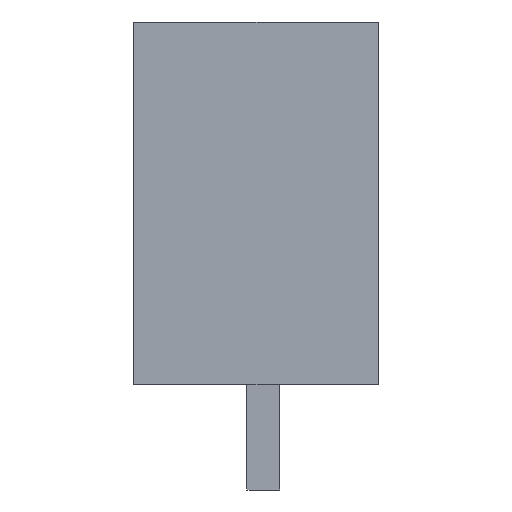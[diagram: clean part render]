
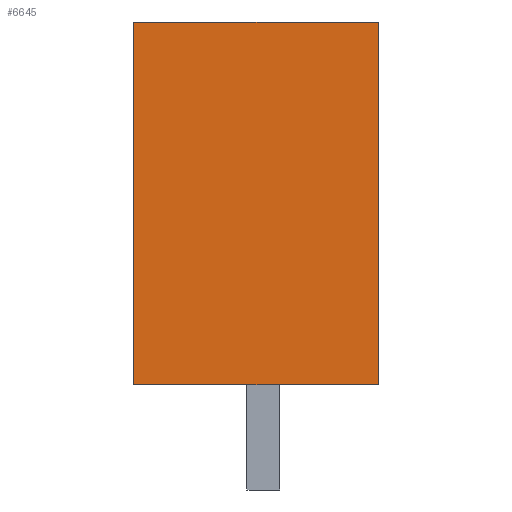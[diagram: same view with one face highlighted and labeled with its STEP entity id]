
A CAD part, left-side view. The second image highlights one B-rep face of the part: STEP entity #6645.
In plain terms, the highlighted planar face has unit normal (-1, 0, 0).
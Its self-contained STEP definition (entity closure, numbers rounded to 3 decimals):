
#6625=AXIS2_PLACEMENT_3D('Plane Axis2P3D',#6622,#6623,#6624) ;
#275=CARTESIAN_POINT('Vertex',(0.,7.45,3.2)) ;
#278=CARTESIAN_POINT('Line Origine',(0.,7.45,8.725)) ;
#282=CARTESIAN_POINT('Vertex',(0.,7.45,14.25)) ;
#6606=CARTESIAN_POINT('Vertex',(0.,0.,3.2)) ;
#6609=CARTESIAN_POINT('Line Origine',(0.,3.725,3.2)) ;
#6622=CARTESIAN_POINT('Axis2P3D Location',(0.,7.45,1.8)) ;
#6627=CARTESIAN_POINT('Line Origine',(0.,0.,8.725)) ;
#6631=CARTESIAN_POINT('Vertex',(0.,0.,14.25)) ;
#6634=CARTESIAN_POINT('Line Origine',(0.,3.725,14.25)) ;
#279=DIRECTION('Vector Direction',(0.,0.,-1.)) ;
#6610=DIRECTION('Vector Direction',(0.,-1.,0.)) ;
#6623=DIRECTION('Axis2P3D Direction',(1.,0.,-0.)) ;
#6624=DIRECTION('Axis2P3D XDirection',(0.,0.,1.)) ;
#6628=DIRECTION('Vector Direction',(0.,0.,1.)) ;
#6635=DIRECTION('Vector Direction',(0.,1.,0.)) ;
#280=VECTOR('Line Direction',#279,1.) ;
#6611=VECTOR('Line Direction',#6610,1.) ;
#6629=VECTOR('Line Direction',#6628,1.) ;
#6636=VECTOR('Line Direction',#6635,1.) ;
#6640=ORIENTED_EDGE('',*,*,#6613,.F.) ;
#6641=ORIENTED_EDGE('',*,*,#6633,.F.) ;
#6642=ORIENTED_EDGE('',*,*,#6638,.F.) ;
#6643=ORIENTED_EDGE('',*,*,#284,.F.) ;
#6645=ADVANCED_FACE('HOUSING',(#6644),#6626,.F.) ;
#284=EDGE_CURVE('',#276,#283,#281,.F.) ;
#6613=EDGE_CURVE('',#6607,#276,#6612,.F.) ;
#6633=EDGE_CURVE('',#6632,#6607,#6630,.F.) ;
#6638=EDGE_CURVE('',#283,#6632,#6637,.F.) ;
#6639=EDGE_LOOP('',(#6640,#6641,#6642,#6643)) ;
#6644=FACE_OUTER_BOUND('',#6639,.T.) ;
#281=LINE('Line',#278,#280) ;
#6612=LINE('Line',#6609,#6611) ;
#6630=LINE('Line',#6627,#6629) ;
#6637=LINE('Line',#6634,#6636) ;
#6626=PLANE('',#6625) ;
#276=VERTEX_POINT('',#275) ;
#283=VERTEX_POINT('',#282) ;
#6607=VERTEX_POINT('',#6606) ;
#6632=VERTEX_POINT('',#6631) ;
